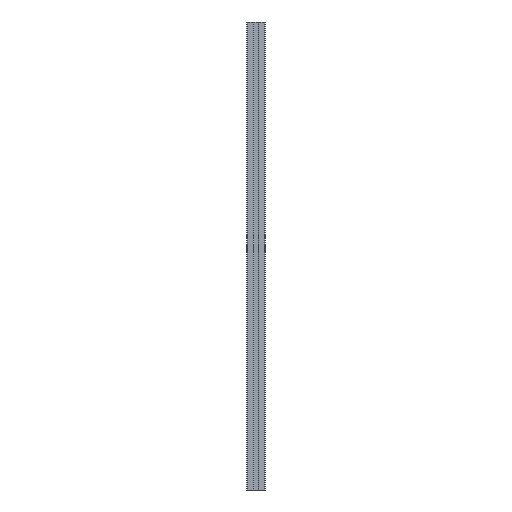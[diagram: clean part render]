
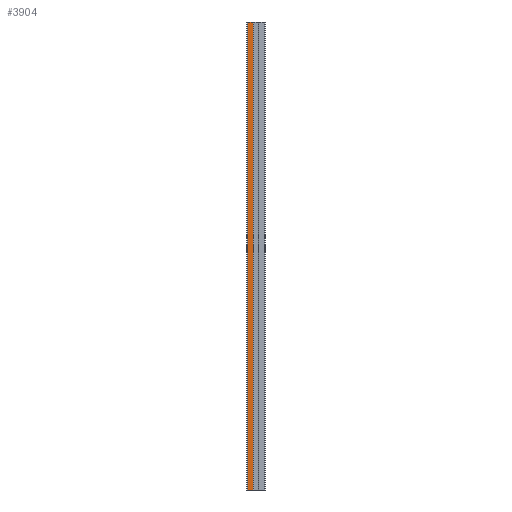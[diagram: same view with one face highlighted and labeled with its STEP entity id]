
A CAD part, left-side view. The second image highlights one B-rep face of the part: STEP entity #3904.
In plain terms, the highlighted planar face has unit normal (-1, 0, 0).
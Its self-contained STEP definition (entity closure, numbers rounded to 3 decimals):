
#171 = DIRECTION ( 'NONE',  ( 0., 1., 0. ) ) ;
#199 = PLANE ( 'NONE',  #5629 ) ;
#286 = CARTESIAN_POINT ( 'NONE',  ( -20., 18., -1000. ) ) ;
#459 = EDGE_CURVE ( 'NONE', #2306, #1302, #10932, .T. ) ;
#1302 = VERTEX_POINT ( 'NONE', #286 ) ;
#1669 = DIRECTION ( 'NONE',  ( 0., 0., -1. ) ) ;
#2048 = VECTOR ( 'NONE', #1669, 1000. ) ;
#2254 = VERTEX_POINT ( 'NONE', #5049 ) ;
#2306 = VERTEX_POINT ( 'NONE', #13757 ) ;
#2409 = CARTESIAN_POINT ( 'NONE',  ( -20., 5.767, 0. ) ) ;
#3468 = VECTOR ( 'NONE', #7468, 1000. ) ;
#3904 = ADVANCED_FACE ( 'NONE', ( #7508 ), #199, .T. ) ;
#4342 = EDGE_LOOP ( 'NONE', ( #8064, #11900, #8353, #7660 ) ) ;
#4517 = CARTESIAN_POINT ( 'NONE',  ( -20., 20., -1000. ) ) ;
#5049 = CARTESIAN_POINT ( 'NONE',  ( -20., 18., 0. ) ) ;
#5173 = EDGE_CURVE ( 'NONE', #2254, #1302, #10900, .T. ) ;
#5335 = CARTESIAN_POINT ( 'NONE',  ( -20., 5.767, -1000. ) ) ;
#5551 = VECTOR ( 'NONE', #171, 1000. ) ;
#5629 = AXIS2_PLACEMENT_3D ( 'NONE', #4517, #8846, #12949 ) ;
#5635 = CARTESIAN_POINT ( 'NONE',  ( -20., 20., -1000. ) ) ;
#6734 = CARTESIAN_POINT ( 'NONE',  ( -20., 20., 0. ) ) ;
#7468 = DIRECTION ( 'NONE',  ( 0., 1., 0. ) ) ;
#7508 = FACE_OUTER_BOUND ( 'NONE', #4342, .T. ) ;
#7660 = ORIENTED_EDGE ( 'NONE', *, *, #14026, .F. ) ;
#7930 = LINE ( 'NONE', #6734, #3468 ) ;
#8064 = ORIENTED_EDGE ( 'NONE', *, *, #11652, .T. ) ;
#8353 = ORIENTED_EDGE ( 'NONE', *, *, #459, .F. ) ;
#8846 = DIRECTION ( 'NONE',  ( -1., 0., 0. ) ) ;
#9983 = DIRECTION ( 'NONE',  ( 0., 0., -1. ) ) ;
#10900 = LINE ( 'NONE', #11885, #13534 ) ;
#10932 = LINE ( 'NONE', #5635, #5551 ) ;
#11372 = LINE ( 'NONE', #5335, #2048 ) ;
#11652 = EDGE_CURVE ( 'NONE', #11990, #2254, #7930, .T. ) ;
#11885 = CARTESIAN_POINT ( 'NONE',  ( -20., 18., -1000. ) ) ;
#11900 = ORIENTED_EDGE ( 'NONE', *, *, #5173, .T. ) ;
#11990 = VERTEX_POINT ( 'NONE', #2409 ) ;
#12949 = DIRECTION ( 'NONE',  ( 0., 1., 0. ) ) ;
#13534 = VECTOR ( 'NONE', #9983, 1000. ) ;
#13757 = CARTESIAN_POINT ( 'NONE',  ( -20., 5.767, -1000. ) ) ;
#14026 = EDGE_CURVE ( 'NONE', #11990, #2306, #11372, .T. ) ;
